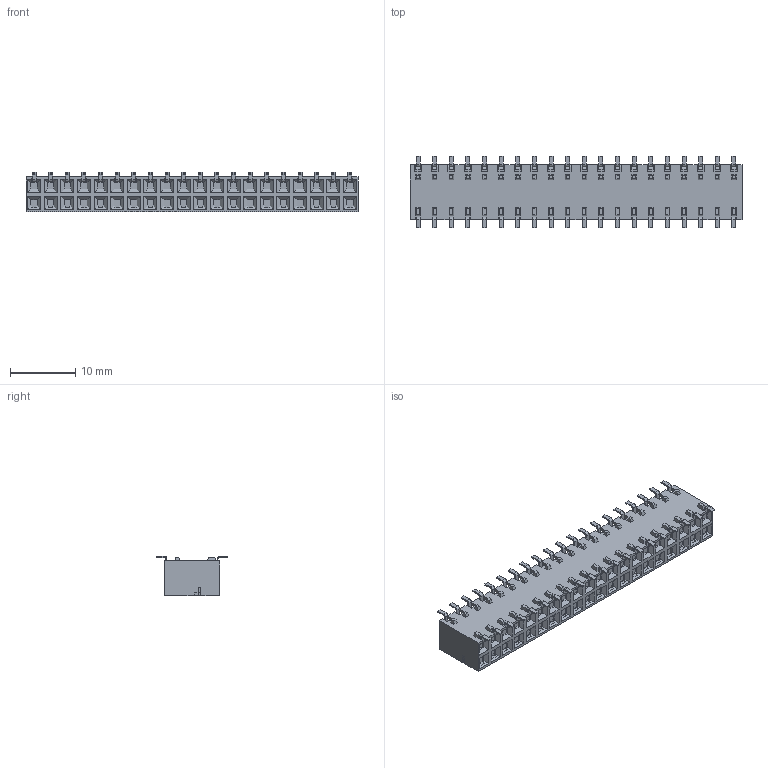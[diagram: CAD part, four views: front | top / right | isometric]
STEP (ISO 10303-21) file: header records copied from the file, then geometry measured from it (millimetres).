
FILE_DESCRIPTION((''),'2;1');
FILE_NAME('71609-320_SW0001','2009-09-18T',('sspandia'),('FCI - ELX Division'),'PRO/ENGINEER BY PARAMETRIC TECHNOLOGY CORPORATION, 2008010','PRO/ENGINEER BY PARAMETRIC TECHNOLOGY CORPORATION, 2008010','');
FILE_SCHEMA(('CONFIG_CONTROL_DESIGN'));
Products named in the file (1): 71609-320_SW0001
Bounding box: 50.72 x 10.94 x 6.03 mm (x, y, z)
Volume: 1975.5 mm3; surface area: 2537.3 mm2
Topology: 1 solids, 1 shells, 2973 faces, 7836 edges, 4904 vertices
Faces by surface type: plane 2773, cylinder 200
Entity records: 89208 total; most frequent: CARTESIAN_POINT 15713, ORIENTED_EDGE 15672, DIRECTION 14182, EDGE_CURVE 7836, VECTOR 7436, LINE 7436, VERTEX_POINT 4904, AXIS2_PLACEMENT_3D 3373
